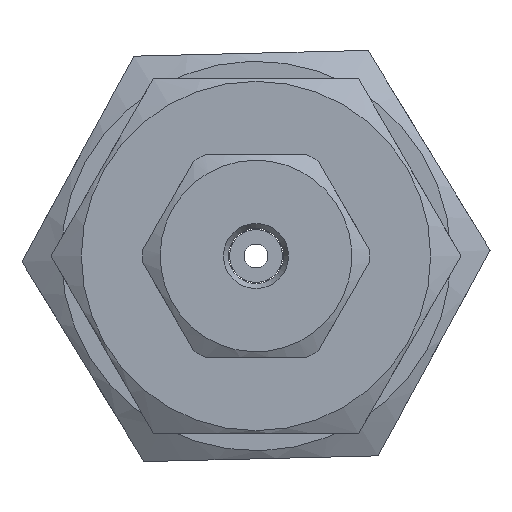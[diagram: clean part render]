
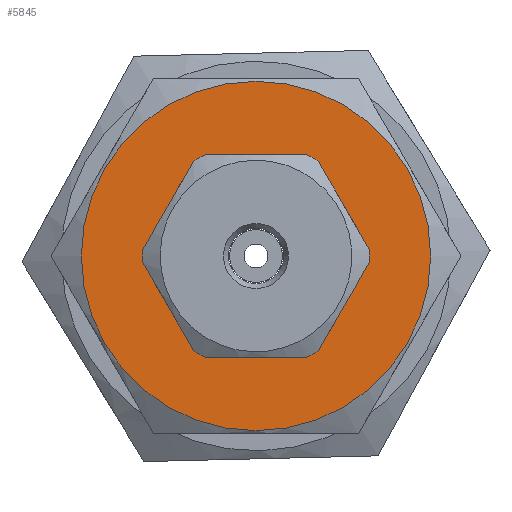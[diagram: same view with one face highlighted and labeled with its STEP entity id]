
A CAD part, left-side view. The second image highlights one B-rep face of the part: STEP entity #5845.
In plain terms, the highlighted planar face has unit normal (-1, 0, 0).
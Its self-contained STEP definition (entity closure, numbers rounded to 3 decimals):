
#5818=CARTESIAN_POINT('',(0.0,2.735,0.0));
#5819=DIRECTION('',(-1.0,0.0,0.0));
#5820=DIRECTION('',(0.0,0.0,1.0));
#5821=AXIS2_PLACEMENT_3D('',#5818,#5819,#5820);
#5822=PLANE('',#5821);
#5823=CARTESIAN_POINT('',(0.0,5.47,0.0));
#5824=VERTEX_POINT('',#5823);
#5825=CARTESIAN_POINT('',(0.,0.,0.0));
#5826=DIRECTION('',(1.0,0.0,0.0));
#5827=DIRECTION('',(0.0,1.0,0.0));
#5828=AXIS2_PLACEMENT_3D('',#5825,#5826,#5827);
#5829=CIRCLE('',#5828,5.47);
#5830=EDGE_CURVE('',#5824,#5824,#5829,.T.);
#5831=ORIENTED_EDGE('',*,*,#5830,.F.);
#5832=EDGE_LOOP('',(#5831));
#5833=FACE_OUTER_BOUND('',#5832,.T.);
#5834=CARTESIAN_POINT('',(0.,-2.45,0.0));
#5835=VERTEX_POINT('',#5834);
#5836=CARTESIAN_POINT('',(0.,0.,0.0));
#5837=DIRECTION('',(1.0,0.0,0.0));
#5838=DIRECTION('',(0.0,-1.0,0.0));
#5839=AXIS2_PLACEMENT_3D('',#5836,#5837,#5838);
#5840=CIRCLE('',#5839,2.45);
#5841=EDGE_CURVE('',#5835,#5835,#5840,.T.);
#5842=ORIENTED_EDGE('',*,*,#5841,.T.);
#5843=EDGE_LOOP('',(#5842));
#5844=FACE_BOUND('',#5843,.T.);
#5845=ADVANCED_FACE('',(#5833,#5844),#5822,.T.);
